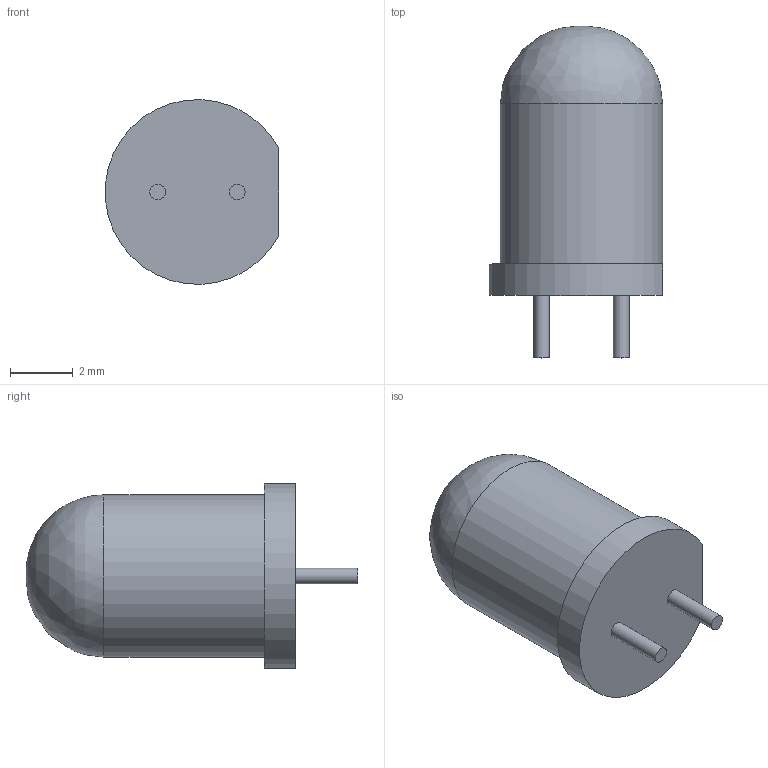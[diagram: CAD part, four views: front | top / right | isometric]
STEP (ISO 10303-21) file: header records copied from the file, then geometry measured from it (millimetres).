
FILE_DESCRIPTION(/* description */ (''),/* implementation_level */ '2;1');
FILE_NAME(/* name */ 'Led green 5mm v2.step',/* time_stamp */ '2019-11-26T14:20:10-03:00',/* author */ (''),/* organization */ (''),/* preprocessor_version */ 'ST-DEVELOPER v18',/* originating_system */ 'Autodesk Translation Framework v8.12.0.6',/* authorisation */ '');
FILE_SCHEMA (('AUTOMOTIVE_DESIGN { 1 0 10303 214 3 1 1 }'));
Length unit declared in the file: millimetre
Products named in the file (1): Led green 5mm
Bounding box: 5.53 x 10.6 x 5.89 mm (x, y, z)
Volume: 170.6 mm3; surface area: 181.5 mm2
Topology: 1 solids, 1 shells, 11 faces, 21 edges, 14 vertices
Faces by surface type: plane 6, cylinder 4, bspline 1
Full cylindrical faces by diameter (mm): 0.5 x2, 5.18 x1
Entity records: 359 total; most frequent: CARTESIAN_POINT 73, DIRECTION 56, ORIENTED_EDGE 42, AXIS2_PLACEMENT_3D 24, EDGE_CURVE 21, VERTEX_POINT 14, EDGE_LOOP 13, CIRCLE 13
